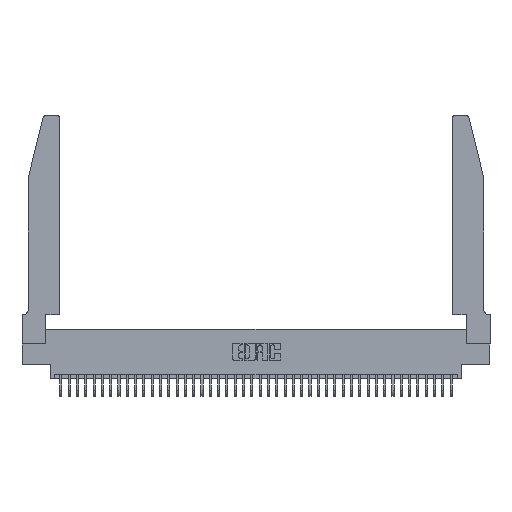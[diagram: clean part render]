
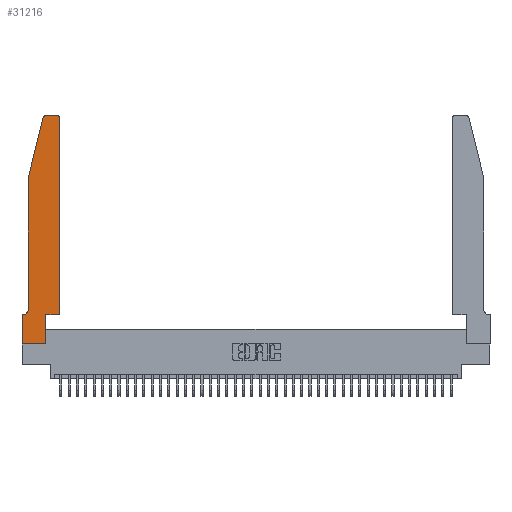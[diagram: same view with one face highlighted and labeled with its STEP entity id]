
A CAD part, top view. The second image highlights one B-rep face of the part: STEP entity #31216.
In plain terms, the highlighted planar face has unit normal (0, 0, 1).
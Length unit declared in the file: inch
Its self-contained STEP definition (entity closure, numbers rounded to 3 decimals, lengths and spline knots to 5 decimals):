
#18 = CARTESIAN_POINT ( 'NONE',  ( 0.284, 2.75, 0.37 ) ) ;
#765 = LINE ( 'NONE', #17592, #33406 ) ;
#1485 = ORIENTED_EDGE ( 'NONE', *, *, #33521, .T. ) ;
#1860 = VECTOR ( 'NONE', #33606, 39.37008 ) ;
#2257 = CARTESIAN_POINT ( 'NONE',  ( 0., 0., 0.37 ) ) ;
#2374 = CARTESIAN_POINT ( 'NONE',  ( 0.4505, 2.72, 0.37 ) ) ;
#3278 = DIRECTION ( 'NONE',  ( 1., 0., 0. ) ) ;
#3395 = VECTOR ( 'NONE', #14957, 39.37008 ) ;
#3560 = ORIENTED_EDGE ( 'NONE', *, *, #39653, .T. ) ;
#3727 = VERTEX_POINT ( 'NONE', #12634 ) ;
#3756 = LINE ( 'NONE', #38924, #20679 ) ;
#4302 = VERTEX_POINT ( 'NONE', #35061 ) ;
#4821 = DIRECTION ( 'NONE',  ( 0., 0., 1. ) ) ;
#4953 = VECTOR ( 'NONE', #5651, 39.37008 ) ;
#4997 = CARTESIAN_POINT ( 'NONE',  ( 0.0755, 2., 0.37 ) ) ;
#5651 = DIRECTION ( 'NONE',  ( 1., 0., 0. ) ) ;
#5841 = CARTESIAN_POINT ( 'NONE',  ( 0.4205, 2.75, 0.37 ) ) ;
#6570 = VERTEX_POINT ( 'NONE', #18 ) ;
#6720 = CARTESIAN_POINT ( 'NONE',  ( 0.4505, 0.35, 0.37 ) ) ;
#7564 = EDGE_LOOP ( 'NONE', ( #32476, #12023, #40766, #24177, #3560, #41301, #24739, #38751, #16306, #1485, #39279, #23698 ) ) ;
#8119 = VECTOR ( 'NONE', #31559, 39.37008 ) ;
#9734 = DIRECTION ( 'NONE',  ( 0., 0., 1. ) ) ;
#10141 = CARTESIAN_POINT ( 'NONE',  ( 0.2605, 2.75, 0.37 ) ) ;
#10366 = EDGE_CURVE ( 'NONE', #13200, #38855, #37579, .T. ) ;
#10826 = DIRECTION ( 'NONE',  ( -0.239, -0.971, 0. ) ) ;
#11542 = CARTESIAN_POINT ( 'NONE',  ( 0.2865, 0.35, 0.37 ) ) ;
#11662 = DIRECTION ( 'NONE',  ( 1., 0., 0. ) ) ;
#12023 = ORIENTED_EDGE ( 'NONE', *, *, #36620, .T. ) ;
#12317 = DIRECTION ( 'NONE',  ( 0., 0., -1. ) ) ;
#12634 = CARTESIAN_POINT ( 'NONE',  ( 0., 0.35, 0.37 ) ) ;
#12947 = CIRCLE ( 'NONE', #22982, 0.07 ) ;
#13200 = VERTEX_POINT ( 'NONE', #32557 ) ;
#13508 = EDGE_CURVE ( 'NONE', #27165, #34029, #765, .T. ) ;
#13561 = DIRECTION ( 'NONE',  ( -1., 0., 0. ) ) ;
#13625 = EDGE_CURVE ( 'NONE', #24664, #4302, #39077, .T. ) ;
#14566 = EDGE_CURVE ( 'NONE', #19820, #6570, #18099, .T. ) ;
#14726 = VECTOR ( 'NONE', #11662, 39.37008 ) ;
#14957 = DIRECTION ( 'NONE',  ( 0., 1., 0. ) ) ;
#15888 = CIRCLE ( 'NONE', #26217, 0.03 ) ;
#16306 = ORIENTED_EDGE ( 'NONE', *, *, #13625, .T. ) ;
#16720 = FACE_OUTER_BOUND ( 'NONE', #7564, .T. ) ;
#17592 = CARTESIAN_POINT ( 'NONE',  ( 0.0755, 2., 0.37 ) ) ;
#17683 = EDGE_CURVE ( 'NONE', #3727, #40487, #26040, .T. ) ;
#18099 = LINE ( 'NONE', #10141, #34862 ) ;
#18399 = VERTEX_POINT ( 'NONE', #32378 ) ;
#19024 = VECTOR ( 'NONE', #43298, 39.37008 ) ;
#19564 = EDGE_CURVE ( 'NONE', #38855, #19820, #15888, .T. ) ;
#19820 = VERTEX_POINT ( 'NONE', #5841 ) ;
#19956 = EDGE_CURVE ( 'NONE', #41749, #3727, #28993, .T. ) ;
#19993 = CIRCLE ( 'NONE', #35524, 0.03 ) ;
#20679 = VECTOR ( 'NONE', #28929, 39.37008 ) ;
#22617 = LINE ( 'NONE', #28277, #14726 ) ;
#22982 = AXIS2_PLACEMENT_3D ( 'NONE', #32391, #12317, #35747 ) ;
#23163 = PLANE ( 'NONE',  #27878 ) ;
#23522 = DIRECTION ( 'NONE',  ( 0., 0., 1. ) ) ;
#23698 = ORIENTED_EDGE ( 'NONE', *, *, #19564, .T. ) ;
#24177 = ORIENTED_EDGE ( 'NONE', *, *, #41480, .T. ) ;
#24664 = VERTEX_POINT ( 'NONE', #39959 ) ;
#24739 = ORIENTED_EDGE ( 'NONE', *, *, #17683, .T. ) ;
#25077 = CARTESIAN_POINT ( 'NONE',  ( 0.4205, 2.72, 0.37 ) ) ;
#26040 = LINE ( 'NONE', #28216, #8119 ) ;
#26217 = AXIS2_PLACEMENT_3D ( 'NONE', #25077, #4821, #28412 ) ;
#26513 = CARTESIAN_POINT ( 'NONE',  ( 0., 0.35, 0.37 ) ) ;
#26857 = CARTESIAN_POINT ( 'NONE',  ( 0.0055, 0.35, 0.37 ) ) ;
#27165 = VERTEX_POINT ( 'NONE', #40189 ) ;
#27878 = AXIS2_PLACEMENT_3D ( 'NONE', #26513, #9734, #33227 ) ;
#28216 = CARTESIAN_POINT ( 'NONE',  ( 0., 0., 0.37 ) ) ;
#28277 = CARTESIAN_POINT ( 'NONE',  ( 0.4505, 0.35, 0.37 ) ) ;
#28412 = DIRECTION ( 'NONE',  ( 1., 0., 0. ) ) ;
#28929 = DIRECTION ( 'NONE',  ( 0., -1., 0. ) ) ;
#28993 = LINE ( 'NONE', #36657, #19024 ) ;
#31216 = ADVANCED_FACE ( 'NONE', ( #16720 ), #23163, .T. ) ;
#31559 = DIRECTION ( 'NONE',  ( 0., -1., 0. ) ) ;
#31802 = LINE ( 'NONE', #2257, #4953 ) ;
#32365 = EDGE_CURVE ( 'NONE', #40487, #24664, #31802, .T. ) ;
#32378 = CARTESIAN_POINT ( 'NONE',  ( 0.0755, 0.42, 0.37 ) ) ;
#32391 = CARTESIAN_POINT ( 'NONE',  ( 0.0055, 0.42, 0.37 ) ) ;
#32476 = ORIENTED_EDGE ( 'NONE', *, *, #14566, .T. ) ;
#32557 = CARTESIAN_POINT ( 'NONE',  ( 0.4505, 0.35, 0.37 ) ) ;
#33227 = DIRECTION ( 'NONE',  ( 1., 0., 0. ) ) ;
#33406 = VECTOR ( 'NONE', #10826, 39.37008 ) ;
#33521 = EDGE_CURVE ( 'NONE', #4302, #13200, #22617, .T. ) ;
#33606 = DIRECTION ( 'NONE',  ( 0., 1., 0. ) ) ;
#34029 = VERTEX_POINT ( 'NONE', #4997 ) ;
#34862 = VECTOR ( 'NONE', #13561, 39.37008 ) ;
#35061 = CARTESIAN_POINT ( 'NONE',  ( 0.2865, 0.35, 0.37 ) ) ;
#35524 = AXIS2_PLACEMENT_3D ( 'NONE', #43398, #23522, #3278 ) ;
#35747 = DIRECTION ( 'NONE',  ( -1., 0., 0. ) ) ;
#36620 = EDGE_CURVE ( 'NONE', #6570, #27165, #19993, .T. ) ;
#36657 = CARTESIAN_POINT ( 'NONE',  ( 0.0755, 0.35, 0.37 ) ) ;
#37579 = LINE ( 'NONE', #6720, #1860 ) ;
#38751 = ORIENTED_EDGE ( 'NONE', *, *, #32365, .T. ) ;
#38855 = VERTEX_POINT ( 'NONE', #2374 ) ;
#38924 = CARTESIAN_POINT ( 'NONE',  ( 0.0755, 2., 0.37 ) ) ;
#39077 = LINE ( 'NONE', #11542, #3395 ) ;
#39279 = ORIENTED_EDGE ( 'NONE', *, *, #10366, .T. ) ;
#39653 = EDGE_CURVE ( 'NONE', #18399, #41749, #12947, .T. ) ;
#39718 = CARTESIAN_POINT ( 'NONE',  ( 0., 0., 0.37 ) ) ;
#39959 = CARTESIAN_POINT ( 'NONE',  ( 0.2865, 0., 0.37 ) ) ;
#40189 = CARTESIAN_POINT ( 'NONE',  ( 0.25487, 2.72718, 0.37 ) ) ;
#40487 = VERTEX_POINT ( 'NONE', #39718 ) ;
#40766 = ORIENTED_EDGE ( 'NONE', *, *, #13508, .T. ) ;
#41301 = ORIENTED_EDGE ( 'NONE', *, *, #19956, .T. ) ;
#41480 = EDGE_CURVE ( 'NONE', #34029, #18399, #3756, .T. ) ;
#41749 = VERTEX_POINT ( 'NONE', #26857 ) ;
#43298 = DIRECTION ( 'NONE',  ( -1., 0., 0. ) ) ;
#43398 = CARTESIAN_POINT ( 'NONE',  ( 0.284, 2.72, 0.37 ) ) ;
